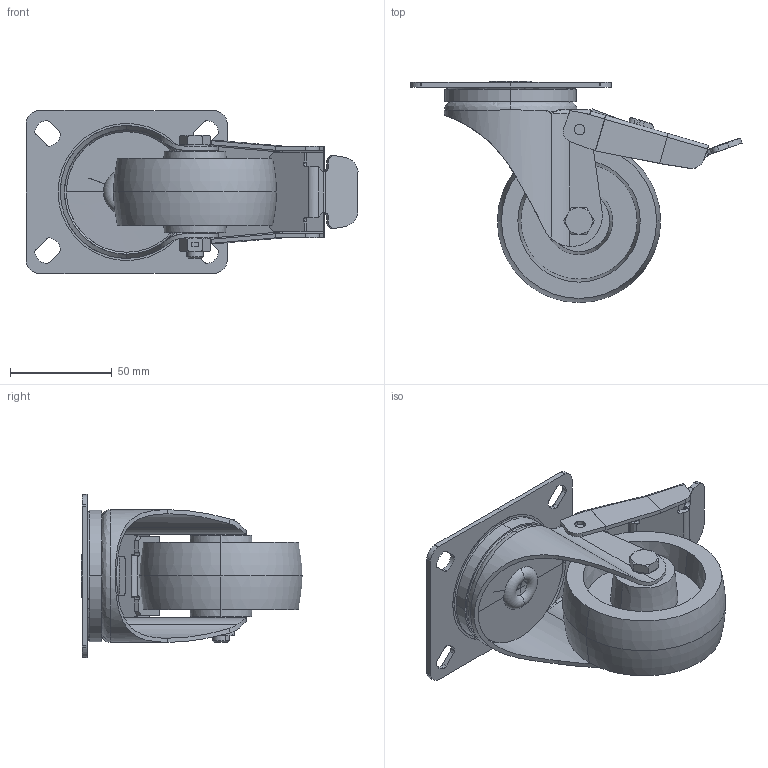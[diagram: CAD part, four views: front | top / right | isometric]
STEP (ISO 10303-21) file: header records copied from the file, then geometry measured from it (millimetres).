
FILE_DESCRIPTION (( 'STEP AP214' ), '1' );
FILE_NAME ('0030249_L-IT-HDK-080-G-3-DSN.STEP', '2017-02-28T09:49:01', ( '' ), ( '' ), 'SwSTEP 2.0', 'SolidWorks 2016', '' );
FILE_SCHEMA (( 'AUTOMOTIVE_DESIGN' ));
Length unit declared in the file: millimetre
Products named in the file (1): 0030249_L-IT-HDK-080-G-3-DSN
Bounding box: 162.75 x 108.4 x 80 mm (x, y, z)
Surface area: 93031.9 mm2 (no closed solid volume)
Topology: 0 solids, 12 shells, 526 faces, 1346 edges, 848 vertices
Faces by surface type: plane 212, cylinder 134, bspline 77, torus 55, cone 48
Entity records: 26254 total; most frequent: CARTESIAN_POINT 8540, ORIENTED_EDGE 2662, DIRECTION 2254, EDGE_CURVE 1333, VERTEX_POINT 848, AXIS2_PLACEMENT_3D 821, VECTOR 612, LINE 612
